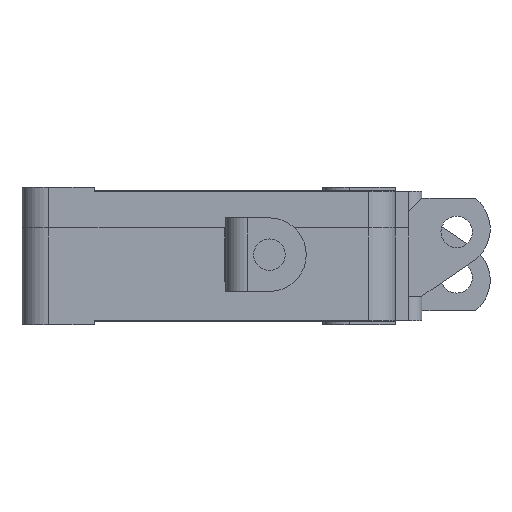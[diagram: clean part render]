
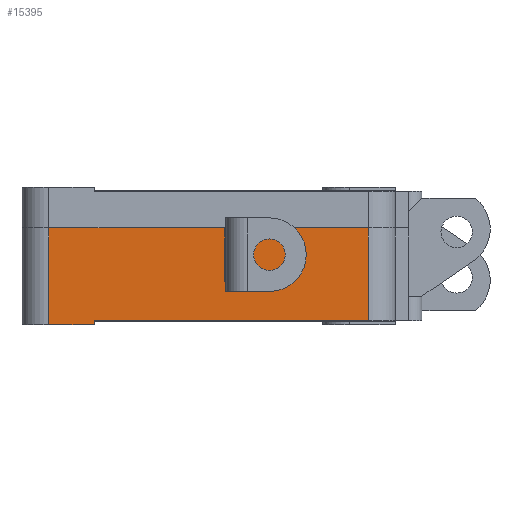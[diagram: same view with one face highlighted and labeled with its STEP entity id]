
A CAD part, front view. The second image highlights one B-rep face of the part: STEP entity #15395.
In plain terms, the highlighted planar face has unit normal (0, -1, 0).
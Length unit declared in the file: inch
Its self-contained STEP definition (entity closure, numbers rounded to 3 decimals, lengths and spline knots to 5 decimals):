
#1653=FACE_OUTER_BOUND('',#2531,.T.);
#2531=EDGE_LOOP('',(#13614,#13615,#13616,#13617,#13618,#13619,#13620,#13621,
#13622,#13623));
#3562=LINE('',#24562,#5231);
#3565=LINE('',#24568,#5234);
#3571=LINE('',#24578,#5240);
#3631=LINE('',#24716,#5300);
#3636=LINE('',#24724,#5305);
#4094=LINE('',#27545,#5763);
#4103=LINE('',#27568,#5772);
#4109=LINE('',#27581,#5778);
#4125=LINE('',#27618,#5794);
#4126=LINE('',#27620,#5795);
#5231=VECTOR('',#17759,0.3937);
#5234=VECTOR('',#17764,0.3937);
#5240=VECTOR('',#17774,0.3937);
#5300=VECTOR('',#17892,0.3937);
#5305=VECTOR('',#17897,0.3937);
#5763=VECTOR('',#18891,0.3937);
#5772=VECTOR('',#18912,0.3937);
#5778=VECTOR('',#18928,0.3937);
#5794=VECTOR('',#18974,0.3937);
#5795=VECTOR('',#18977,0.3937);
#6941=VERTEX_POINT('',#24559);
#6942=VERTEX_POINT('',#24561);
#6944=VERTEX_POINT('',#24567);
#6946=VERTEX_POINT('',#24573);
#6991=VERTEX_POINT('',#24703);
#6995=VERTEX_POINT('',#24715);
#7282=VERTEX_POINT('',#27541);
#7284=VERTEX_POINT('',#27544);
#7292=VERTEX_POINT('',#27566);
#7294=VERTEX_POINT('',#27580);
#8720=EDGE_CURVE('',#6942,#6941,#3562,.T.);
#8723=EDGE_CURVE('',#6944,#6942,#3565,.T.);
#8729=EDGE_CURVE('',#6941,#6946,#3571,.T.);
#8797=EDGE_CURVE('',#6995,#6944,#3631,.T.);
#8802=EDGE_CURVE('',#6946,#6991,#3636,.T.);
#9405=EDGE_CURVE('',#7284,#7282,#4094,.T.);
#9417=EDGE_CURVE('',#7282,#7292,#4103,.T.);
#9424=EDGE_CURVE('',#7284,#7294,#4109,.T.);
#9443=EDGE_CURVE('',#7292,#6995,#4125,.T.);
#9444=EDGE_CURVE('',#7294,#6991,#4126,.T.);
#13614=ORIENTED_EDGE('',*,*,#8729,.T.);
#13615=ORIENTED_EDGE('',*,*,#8802,.T.);
#13616=ORIENTED_EDGE('',*,*,#9444,.F.);
#13617=ORIENTED_EDGE('',*,*,#9424,.F.);
#13618=ORIENTED_EDGE('',*,*,#9405,.T.);
#13619=ORIENTED_EDGE('',*,*,#9417,.T.);
#13620=ORIENTED_EDGE('',*,*,#9443,.T.);
#13621=ORIENTED_EDGE('',*,*,#8797,.T.);
#13622=ORIENTED_EDGE('',*,*,#8723,.T.);
#13623=ORIENTED_EDGE('',*,*,#8720,.T.);
#14600=PLANE('',#16127);
#15395=ADVANCED_FACE('',(#1653),#14600,.T.);
#16127=AXIS2_PLACEMENT_3D('',#27619,#18975,#18976);
#17759=DIRECTION('',(-1.,0.,0.));
#17764=DIRECTION('',(0.,0.,-1.));
#17774=DIRECTION('',(0.,0.,1.));
#17892=DIRECTION('',(-1.,0.,0.));
#17897=DIRECTION('',(-1.,0.,0.));
#18891=DIRECTION('',(0.,0.,1.));
#18912=DIRECTION('',(1.,0.,0.));
#18928=DIRECTION('',(-1.,0.,0.));
#18974=DIRECTION('',(0.,0.,1.));
#18975=DIRECTION('center_axis',(0.,-1.,0.));
#18976=DIRECTION('ref_axis',(0.,0.,-1.));
#18977=DIRECTION('',(0.,0.,1.));
#24559=CARTESIAN_POINT('',(-0.54134,-0.29429,0.12795));
#24561=CARTESIAN_POINT('',(-0.50984,-0.29429,0.12795));
#24562=CARTESIAN_POINT('',(-0.32972,-0.29429,0.12795));
#24567=CARTESIAN_POINT('',(-0.50984,-0.29429,0.28543));
#24568=CARTESIAN_POINT('',(-0.50984,-0.29429,0.06398));
#24573=CARTESIAN_POINT('',(-0.54134,-0.29429,0.28543));
#24578=CARTESIAN_POINT('',(-0.54134,-0.29429,0.14272));
#24703=CARTESIAN_POINT('',(-1.05906,-0.29429,0.28543));
#24715=CARTESIAN_POINT('',(-0.11811,-0.29429,0.28543));
#24716=CARTESIAN_POINT('',(-0.62797,-0.29429,0.28543));
#24724=CARTESIAN_POINT('',(-0.62797,-0.29429,0.28543));
#27541=CARTESIAN_POINT('',(-0.9252,-0.29429,0.01181));
#27544=CARTESIAN_POINT('',(-0.9252,-0.29429,0.));
#27545=CARTESIAN_POINT('',(-0.9252,-0.29429,0.));
#27566=CARTESIAN_POINT('',(-0.11811,-0.29429,0.01181));
#27568=CARTESIAN_POINT('',(-0.33275,-0.29429,0.01181));
#27580=CARTESIAN_POINT('',(-1.05906,-0.29429,0.));
#27581=CARTESIAN_POINT('',(-0.11811,-0.29429,0.));
#27618=CARTESIAN_POINT('',(-0.11811,-0.29429,0.));
#27619=CARTESIAN_POINT('Origin',(-0.11811,-0.29429,
0.));
#27620=CARTESIAN_POINT('',(-1.05906,-0.29429,0.));
